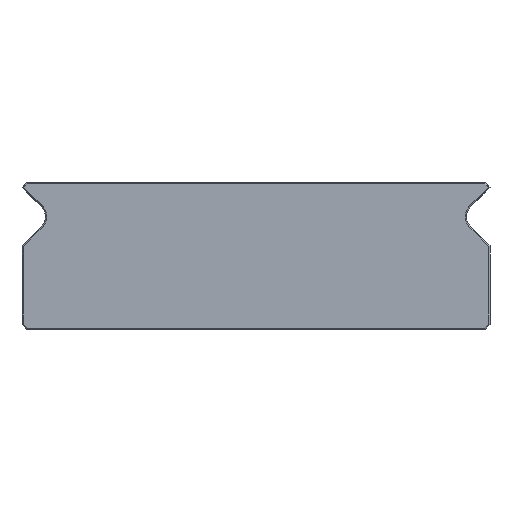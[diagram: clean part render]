
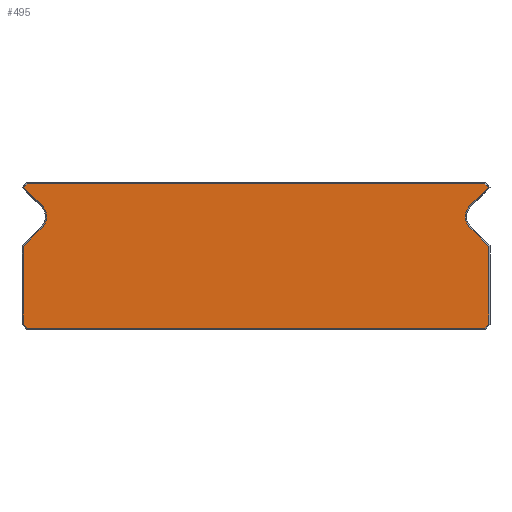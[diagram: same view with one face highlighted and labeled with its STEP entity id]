
A CAD part, front view. The second image highlights one B-rep face of the part: STEP entity #495.
In plain terms, the highlighted planar face has unit normal (0, -1, 0).
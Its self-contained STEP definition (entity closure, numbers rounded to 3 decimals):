
#33 = VECTOR ( 'NONE', #813, 1000. ) ;
#47 = VECTOR ( 'NONE', #696, 1000. ) ;
#52 = FACE_OUTER_BOUND ( 'NONE', #1478, .T. ) ;
#149 = VECTOR ( 'NONE', #1159, 1000. ) ;
#229 = VECTOR ( 'NONE', #715, 1000. ) ;
#281 = VECTOR ( 'NONE', #748, 1000. ) ;
#284 = AXIS2_PLACEMENT_3D ( 'NONE', #736, #741, #728 ) ;
#289 = AXIS2_PLACEMENT_3D ( 'NONE', #786, #790, #780 ) ;
#291 = VECTOR ( 'NONE', #827, 1000. ) ;
#299 = VECTOR ( 'NONE', #639, 1000. ) ;
#306 = VECTOR ( 'NONE', #991, 1000. ) ;
#311 = AXIS2_PLACEMENT_3D ( 'NONE', #646, #673, #680 ) ;
#312 = VECTOR ( 'NONE', #676, 1000. ) ;
#322 = VECTOR ( 'NONE', #782, 1000. ) ;
#327 = VECTOR ( 'NONE', #657, 1000. ) ;
#329 = VECTOR ( 'NONE', #709, 1000. ) ;
#370 = EDGE_CURVE ( 'NONE', #1439, #1952, #1158, .T. ) ;
#479 = EDGE_CURVE ( 'NONE', #1473, #1664, #834, .T. ) ;
#480 = EDGE_CURVE ( 'NONE', #1476, #1473, #820, .T. ) ;
#486 = EDGE_CURVE ( 'NONE', #1931, #1476, #538, .T. ) ;
#487 = EDGE_CURVE ( 'NONE', #1434, #1931, #772, .T. ) ;
#493 = EDGE_CURVE ( 'NONE', #1954, #1434, #751, .T. ) ;
#495 = ADVANCED_FACE ( 'NONE', ( #52 ), #754, .F. ) ;
#500 = EDGE_CURVE ( 'NONE', #1652, #1954, #720, .T. ) ;
#501 = EDGE_CURVE ( 'NONE', #1664, #1657, #712, .T. ) ;
#513 = EDGE_CURVE ( 'NONE', #1952, #1652, #645, .T. ) ;
#517 = CIRCLE ( 'NONE', #311, 0.826 ) ;
#521 = EDGE_CURVE ( 'NONE', #1657, #1947, #1372, .T. ) ;
#536 = EDGE_CURVE ( 'NONE', #1412, #1439, #655, .T. ) ;
#538 = CIRCLE ( 'NONE', #289, 0.825 ) ;
#542 = EDGE_CURVE ( 'NONE', #1678, #1412, #672, .T. ) ;
#543 = EDGE_CURVE ( 'NONE', #1591, #1678, #517, .T. ) ;
#546 = EDGE_CURVE ( 'NONE', #1947, #1591, #692, .T. ) ;
#639 = DIRECTION ( 'NONE',  ( 1., 0., 0. ) ) ;
#643 = CARTESIAN_POINT ( 'NONE',  ( 12.446, -9.525, -7.887 ) ) ;
#645 = LINE ( 'NONE', #643, #299 ) ;
#646 = CARTESIAN_POINT ( 'NONE',  ( -12.19, -9.525, -1.842 ) ) ;
#653 = CARTESIAN_POINT ( 'NONE',  ( -12.637, -9.525, -1.842 ) ) ;
#655 = LINE ( 'NONE', #653, #327 ) ;
#657 = DIRECTION ( 'NONE',  ( 0., 0., -1. ) ) ;
#671 = CARTESIAN_POINT ( 'NONE',  ( -12.655, -9.525, -3.474 ) ) ;
#672 = LINE ( 'NONE', #671, #312 ) ;
#673 = DIRECTION ( 'NONE',  ( 0., 1., 0. ) ) ;
#676 = DIRECTION ( 'NONE',  ( -0.707, 0., -0.707 ) ) ;
#680 = DIRECTION ( 'NONE',  ( 0., 0., 1. ) ) ;
#691 = CARTESIAN_POINT ( 'NONE',  ( -11.606, -9.525, -1.258 ) ) ;
#692 = LINE ( 'NONE', #691, #47 ) ;
#696 = DIRECTION ( 'NONE',  ( 0.707, 0., -0.707 ) ) ;
#709 = DIRECTION ( 'NONE',  ( -1., 0., 0. ) ) ;
#712 = LINE ( 'NONE', #718, #329 ) ;
#715 = DIRECTION ( 'NONE',  ( 0.707, 0., 0.707 ) ) ;
#718 = CARTESIAN_POINT ( 'NONE',  ( -12.19, -9.525, -0.064 ) ) ;
#719 = CARTESIAN_POINT ( 'NONE',  ( 12.655, -9.525, -7.651 ) ) ;
#720 = LINE ( 'NONE', #719, #229 ) ;
#728 = DIRECTION ( 'NONE',  ( 0., 0., 1. ) ) ;
#736 = CARTESIAN_POINT ( 'NONE',  ( -12.19, -9.525, -1.842 ) ) ;
#741 = DIRECTION ( 'NONE',  ( 0., 1., 0. ) ) ;
#748 = DIRECTION ( 'NONE',  ( 0., 0., 1. ) ) ;
#751 = LINE ( 'NONE', #757, #281 ) ;
#754 = PLANE ( 'NONE',  #284 ) ;
#757 = CARTESIAN_POINT ( 'NONE',  ( 12.637, -9.525, -3.429 ) ) ;
#772 = LINE ( 'NONE', #783, #322 ) ;
#780 = DIRECTION ( 'NONE',  ( 0., 0., 1. ) ) ;
#782 = DIRECTION ( 'NONE',  ( -0.707, 0., 0.707 ) ) ;
#783 = CARTESIAN_POINT ( 'NONE',  ( -0.584, -9.525, 9.765 ) ) ;
#786 = CARTESIAN_POINT ( 'NONE',  ( 12.19, -9.525, -1.842 ) ) ;
#790 = DIRECTION ( 'NONE',  ( 0., 1., 0. ) ) ;
#813 = DIRECTION ( 'NONE',  ( 0.707, 0., 0.707 ) ) ;
#817 = CARTESIAN_POINT ( 'NONE',  ( 12.655, -9.525, -0.209 ) ) ;
#820 = LINE ( 'NONE', #817, #33 ) ;
#827 = DIRECTION ( 'NONE',  ( -0.707, 0., 0.707 ) ) ;
#832 = CARTESIAN_POINT ( 'NONE',  ( 12.401, -9.525, -0.045 ) ) ;
#834 = LINE ( 'NONE', #832, #291 ) ;
#988 = CARTESIAN_POINT ( 'NONE',  ( -12.637, -9.525, -3.455 ) ) ;
#991 = DIRECTION ( 'NONE',  ( -0.707, 0., -0.707 ) ) ;
#992 = CARTESIAN_POINT ( 'NONE',  ( -13.194, -9.525, -0.838 ) ) ;
#997 = CARTESIAN_POINT ( 'NONE',  ( 12.637, -9.525, -3.455 ) ) ;
#1004 = CARTESIAN_POINT ( 'NONE',  ( -12.637, -9.525, -7.67 ) ) ;
#1017 = CARTESIAN_POINT ( 'NONE',  ( -11.606, -9.525, -1.258 ) ) ;
#1034 = CARTESIAN_POINT ( 'NONE',  ( 12.61, -9.525, -0.254 ) ) ;
#1039 = CARTESIAN_POINT ( 'NONE',  ( 11.606, -9.525, -1.258 ) ) ;
#1046 = CARTESIAN_POINT ( 'NONE',  ( 12.42, -9.525, -0.063 ) ) ;
#1064 = CARTESIAN_POINT ( 'NONE',  ( 12.42, -9.525, -7.887 ) ) ;
#1068 = CARTESIAN_POINT ( 'NONE',  ( -12.42, -9.525, -0.064 ) ) ;
#1090 = CARTESIAN_POINT ( 'NONE',  ( -11.606, -9.525, -2.425 ) ) ;
#1116 = CARTESIAN_POINT ( 'NONE',  ( 11.606, -9.525, -2.425 ) ) ;
#1150 = CARTESIAN_POINT ( 'NONE',  ( -12.61, -9.525, -0.254 ) ) ;
#1155 = CARTESIAN_POINT ( 'NONE',  ( 12.637, -9.525, -7.67 ) ) ;
#1157 = CARTESIAN_POINT ( 'NONE',  ( -12.42, -9.525, -7.887 ) ) ;
#1158 = LINE ( 'NONE', #1161, #149 ) ;
#1159 = DIRECTION ( 'NONE',  ( 0.707, 0., -0.707 ) ) ;
#1161 = CARTESIAN_POINT ( 'NONE',  ( -12.401, -9.525, -7.905 ) ) ;
#1372 = LINE ( 'NONE', #992, #306 ) ;
#1410 = ORIENTED_EDGE ( 'NONE', *, *, #500, .T. ) ;
#1412 = VERTEX_POINT ( 'NONE', #988 ) ;
#1434 = VERTEX_POINT ( 'NONE', #997 ) ;
#1439 = VERTEX_POINT ( 'NONE', #1004 ) ;
#1451 = ORIENTED_EDGE ( 'NONE', *, *, #543, .T. ) ;
#1473 = VERTEX_POINT ( 'NONE', #1034 ) ;
#1476 = VERTEX_POINT ( 'NONE', #1039 ) ;
#1478 = EDGE_LOOP ( 'NONE', ( #1622, #1897, #1410, #1874, #1766, #1801, #1808, #1826, #1789, #1938, #1818, #1451, #1745, #1675 ) ) ;
#1591 = VERTEX_POINT ( 'NONE', #1017 ) ;
#1622 = ORIENTED_EDGE ( 'NONE', *, *, #370, .T. ) ;
#1652 = VERTEX_POINT ( 'NONE', #1064 ) ;
#1657 = VERTEX_POINT ( 'NONE', #1068 ) ;
#1664 = VERTEX_POINT ( 'NONE', #1046 ) ;
#1675 = ORIENTED_EDGE ( 'NONE', *, *, #536, .T. ) ;
#1678 = VERTEX_POINT ( 'NONE', #1090 ) ;
#1745 = ORIENTED_EDGE ( 'NONE', *, *, #542, .T. ) ;
#1766 = ORIENTED_EDGE ( 'NONE', *, *, #487, .T. ) ;
#1789 = ORIENTED_EDGE ( 'NONE', *, *, #501, .T. ) ;
#1801 = ORIENTED_EDGE ( 'NONE', *, *, #486, .T. ) ;
#1808 = ORIENTED_EDGE ( 'NONE', *, *, #480, .T. ) ;
#1818 = ORIENTED_EDGE ( 'NONE', *, *, #546, .T. ) ;
#1826 = ORIENTED_EDGE ( 'NONE', *, *, #479, .T. ) ;
#1874 = ORIENTED_EDGE ( 'NONE', *, *, #493, .T. ) ;
#1897 = ORIENTED_EDGE ( 'NONE', *, *, #513, .T. ) ;
#1931 = VERTEX_POINT ( 'NONE', #1116 ) ;
#1938 = ORIENTED_EDGE ( 'NONE', *, *, #521, .T. ) ;
#1947 = VERTEX_POINT ( 'NONE', #1150 ) ;
#1952 = VERTEX_POINT ( 'NONE', #1157 ) ;
#1954 = VERTEX_POINT ( 'NONE', #1155 ) ;
